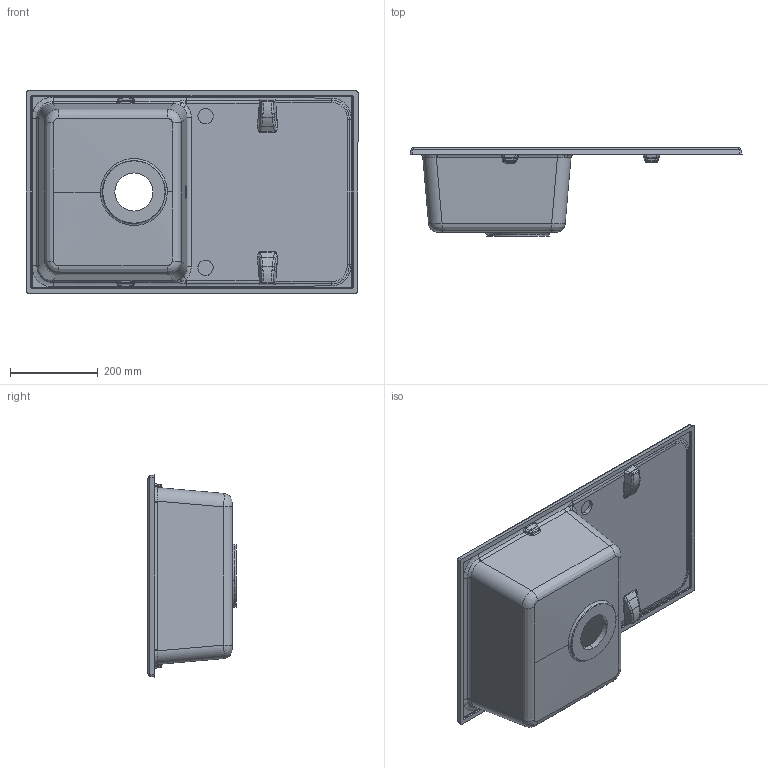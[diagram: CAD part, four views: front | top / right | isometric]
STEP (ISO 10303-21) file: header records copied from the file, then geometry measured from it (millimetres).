
FILE_DESCRIPTION (( 'STEP AP214' ), '1' );
FILE_NAME ('Versal.STEP', '2019-02-19T14:04:25', ( '' ), ( '' ), 'SwSTEP 2.0', 'SolidWorks 2018', '' );
FILE_SCHEMA (( 'AUTOMOTIVE_DESIGN' ));
Length unit declared in the file: millimetre
Products named in the file (2): Versal
Bounding box: 758 x 201 x 462 mm (x, y, z)
Volume: 6509932.3 mm3; surface area: 1156192.3 mm2
Topology: 1 solids, 1 shells, 433 faces, 1078 edges, 626 vertices
Faces by surface type: bspline 188, cylinder 141, plane 76, sphere 18, cone 6, torus 4
Entity records: 28078 total; most frequent: CARTESIAN_POINT 19673, ORIENTED_EDGE 2104, DIRECTION 1348, EDGE_CURVE 1052, VERTEX_POINT 626, AXIS2_PLACEMENT_3D 521, EDGE_LOOP 442, FACE_OUTER_BOUND 433
